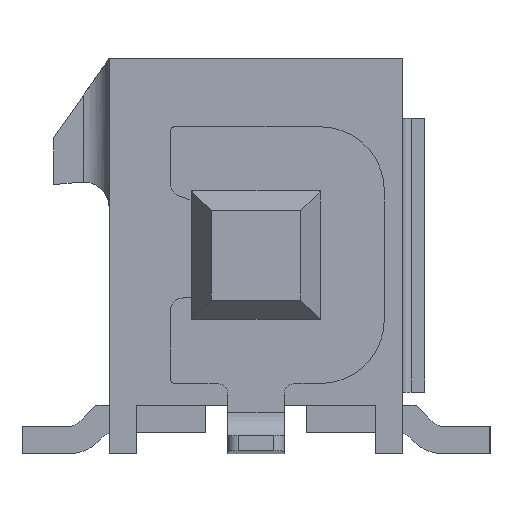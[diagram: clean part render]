
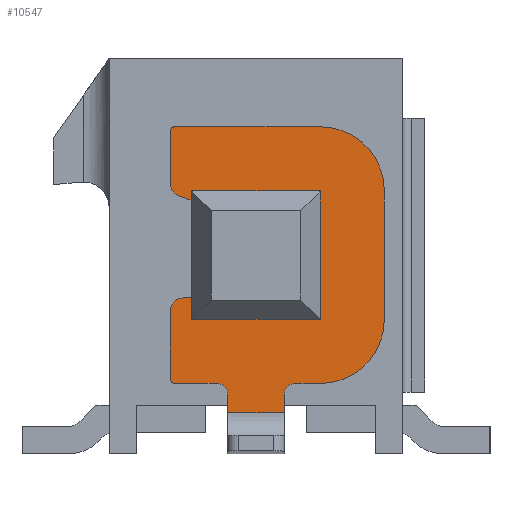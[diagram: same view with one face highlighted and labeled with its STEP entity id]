
A CAD part, left-side view. The second image highlights one B-rep face of the part: STEP entity #10547.
In plain terms, the highlighted planar face has unit normal (-1, 0, 0).
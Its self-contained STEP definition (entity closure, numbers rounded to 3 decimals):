
#1207=DIRECTION('',(0.,0.,1.));
#1208=VECTOR('',#1207,0.43);
#1209=CARTESIAN_POINT('',(-8.29,0.66,-8.28));
#1210=LINE('',#1209,#1208);
#1339=DIRECTION('',(0.,0.,1.));
#1340=VECTOR('',#1339,0.43);
#1341=CARTESIAN_POINT('',(-8.29,-0.66,-8.28));
#1342=LINE('',#1341,#1340);
#1484=DIRECTION('',(0.,-1.,0.));
#1485=VECTOR('',#1484,0.59);
#1486=CARTESIAN_POINT('',(-8.29,-0.91,-7.6));
#1487=LINE('',#1486,#1485);
#1491=DIRECTION('',(0.,1.,0.));
#1492=VECTOR('',#1491,1.32);
#1493=CARTESIAN_POINT('',(-8.29,-0.66,-8.28));
#1494=LINE('',#1493,#1492);
#1498=DIRECTION('',(0.,-1.,0.));
#1499=VECTOR('',#1498,0.99);
#1500=CARTESIAN_POINT('',(-8.29,1.9,-7.6));
#1501=LINE('',#1500,#1499);
#1505=CARTESIAN_POINT('',(-8.29,1.9,-7.5));
#1506=DIRECTION('',(-1.,0.,0.));
#1507=DIRECTION('',(0.,1.,0.));
#1508=AXIS2_PLACEMENT_3D('',#1505,#1506,#1507);
#1513=DIRECTION('',(0.,0.,-1.));
#1514=VECTOR('',#1513,1.6);
#1515=CARTESIAN_POINT('',(-8.29,2.,-5.9));
#1516=LINE('',#1515,#1514);
#1520=CARTESIAN_POINT('',(-8.29,1.7,-5.9));
#1521=DIRECTION('',(-1.,0.,0.));
#1522=DIRECTION('',(0.,0.,1.));
#1523=AXIS2_PLACEMENT_3D('',#1520,#1521,#1522);
#1528=DIRECTION('',(0.,1.,0.));
#1529=VECTOR('',#1528,0.95);
#1530=CARTESIAN_POINT('',(-8.29,0.75,-5.6));
#1531=LINE('',#1530,#1529);
#1535=CARTESIAN_POINT('',(-8.29,-0.7,-3.85));
#1536=DIRECTION('',(1.,0.,0.));
#1537=DIRECTION('',(0.,0.,1.));
#1538=AXIS2_PLACEMENT_3D('',#1535,#1536,#1537);
#1543=DIRECTION('',(0.,-1.,0.));
#1544=VECTOR('',#1543,0.392);
#1545=CARTESIAN_POINT('',(-8.29,-0.308,-3.55));
#1546=LINE('',#1545,#1544);
#1550=CARTESIAN_POINT('',(-8.29,-0.308,-3.68));
#1551=DIRECTION('',(1.,0.,0.));
#1552=DIRECTION('',(0.,0.788,0.615));
#1553=AXIS2_PLACEMENT_3D('',#1550,#1551,#1552);
#1558=DIRECTION('',(0.,-0.85,-0.527));
#1559=VECTOR('',#1558,0.058);
#1560=CARTESIAN_POINT('',(-8.29,0.181,-3.57));
#1561=LINE('',#1560,#1559);
#1565=CARTESIAN_POINT('',(-8.29,0.25,-3.68));
#1566=DIRECTION('',(1.,0.,0.));
#1567=DIRECTION('',(0.,0.,1.));
#1568=AXIS2_PLACEMENT_3D('',#1565,#1566,#1567);
#1573=DIRECTION('',(0.,-1.,0.));
#1574=VECTOR('',#1573,0.55);
#1575=CARTESIAN_POINT('',(-8.29,0.8,-3.55));
#1576=LINE('',#1575,#1574);
#1580=CARTESIAN_POINT('',(-8.29,0.8,-3.05));
#1581=DIRECTION('',(-1.,0.,0.));
#1582=DIRECTION('',(0.,0.347,-0.938));
#1583=AXIS2_PLACEMENT_3D('',#1580,#1581,#1582);
#1588=DIRECTION('',(0.,-0.938,-0.347));
#1589=VECTOR('',#1588,0.886);
#1590=CARTESIAN_POINT('',(-8.29,1.804,-3.211));
#1591=LINE('',#1590,#1589);
#1595=CARTESIAN_POINT('',(-8.29,1.7,-2.93));
#1596=DIRECTION('',(-1.,0.,0.));
#1597=DIRECTION('',(0.,1.,0.));
#1598=AXIS2_PLACEMENT_3D('',#1595,#1596,#1597);
#1603=DIRECTION('',(0.,0.,-1.));
#1604=VECTOR('',#1603,1.23);
#1605=CARTESIAN_POINT('',(-8.29,2.,-1.7));
#1606=LINE('',#1605,#1604);
#1610=CARTESIAN_POINT('',(-8.29,1.9,-1.7));
#1611=DIRECTION('',(-1.,0.,0.));
#1612=DIRECTION('',(0.,0.,1.));
#1613=AXIS2_PLACEMENT_3D('',#1610,#1611,#1612);
#1618=DIRECTION('',(0.,1.,0.));
#1619=VECTOR('',#1618,3.4);
#1620=CARTESIAN_POINT('',(-8.29,-1.5,-1.6));
#1621=LINE('',#1620,#1619);
#1625=CARTESIAN_POINT('',(-8.29,-1.5,-3.1));
#1626=DIRECTION('',(-1.,0.,0.));
#1627=DIRECTION('',(0.,-1.,0.));
#1628=AXIS2_PLACEMENT_3D('',#1625,#1626,#1627);
#1633=DIRECTION('',(0.,0.,1.));
#1634=VECTOR('',#1633,3.);
#1635=CARTESIAN_POINT('',(-8.29,-3.,-6.1));
#1636=LINE('',#1635,#1634);
#1640=CARTESIAN_POINT('',(-8.29,-1.5,-6.1));
#1641=DIRECTION('',(-1.,0.,0.));
#1642=DIRECTION('',(0.,0.,-1.));
#1643=AXIS2_PLACEMENT_3D('',#1640,#1641,#1642);
#1669=CARTESIAN_POINT('',(-8.29,0.91,-7.85));
#1670=DIRECTION('',(1.,0.,0.));
#1671=DIRECTION('',(0.,0.,1.));
#1672=AXIS2_PLACEMENT_3D('',#1669,#1670,#1671);
#1922=DIRECTION('',(0.,0.,-1.));
#1923=VECTOR('',#1922,1.5);
#1924=CARTESIAN_POINT('',(-8.29,-1.,-3.85));
#1925=LINE('',#1924,#1923);
#1950=CARTESIAN_POINT('',(-8.29,-0.75,-5.35));
#1951=DIRECTION('',(1.,0.,0.));
#1952=DIRECTION('',(0.,-1.,0.));
#1953=AXIS2_PLACEMENT_3D('',#1950,#1951,#1952);
#1966=DIRECTION('',(0.,-1.,0.));
#1967=VECTOR('',#1966,1.5);
#1968=CARTESIAN_POINT('',(-8.29,0.75,-5.6));
#1969=LINE('',#1968,#1967);
#2075=DIRECTION('',(0.,1.,0.));
#2076=VECTOR('',#2075,0.338);
#2077=CARTESIAN_POINT('',(-8.29,-0.205,-3.6));
#2078=LINE('',#2077,#2076);
#2355=CARTESIAN_POINT('',(-8.29,-0.91,-7.85));
#2356=DIRECTION('',(1.,0.,0.));
#2357=DIRECTION('',(0.,1.,0.));
#2358=AXIS2_PLACEMENT_3D('',#2355,#2356,#2357);
#8465=CARTESIAN_POINT('',(-8.29,-0.205,-3.6));
#8466=CARTESIAN_POINT('',(-8.29,0.132,-3.6));
#8467=VERTEX_POINT('',#8465);
#8468=VERTEX_POINT('',#8466);
#8469=CARTESIAN_POINT('',(-8.29,0.75,-5.6));
#8470=CARTESIAN_POINT('',(-8.29,-0.75,-5.6));
#8471=VERTEX_POINT('',#8469);
#8472=VERTEX_POINT('',#8470);
#8478=CARTESIAN_POINT('',(-8.29,-0.66,-8.28));
#8480=VERTEX_POINT('',#8478);
#8494=CARTESIAN_POINT('',(-8.29,0.66,-8.28));
#8496=VERTEX_POINT('',#8494);
#8859=CARTESIAN_POINT('',(-8.29,-1.,-3.85));
#8860=CARTESIAN_POINT('',(-8.29,-1.,-5.35));
#8861=VERTEX_POINT('',#8859);
#8862=VERTEX_POINT('',#8860);
#8883=CARTESIAN_POINT('',(-8.29,-0.66,-7.85));
#8884=VERTEX_POINT('',#8883);
#8885=CARTESIAN_POINT('',(-8.29,0.66,-7.85));
#8886=VERTEX_POINT('',#8885);
#9661=CARTESIAN_POINT('',(-8.29,1.9,-1.6));
#9662=CARTESIAN_POINT('',(-8.29,2.,-1.7));
#9663=VERTEX_POINT('',#9661);
#9664=VERTEX_POINT('',#9662);
#9665=CARTESIAN_POINT('',(-8.29,2.,-2.93));
#9666=VERTEX_POINT('',#9665);
#9667=CARTESIAN_POINT('',(-8.29,1.804,-3.211));
#9668=VERTEX_POINT('',#9667);
#9669=CARTESIAN_POINT('',(-8.29,0.974,-3.519));
#9670=VERTEX_POINT('',#9669);
#9671=CARTESIAN_POINT('',(-8.29,0.8,-3.55));
#9672=VERTEX_POINT('',#9671);
#9673=CARTESIAN_POINT('',(-8.29,0.25,-3.55));
#9674=VERTEX_POINT('',#9673);
#9675=CARTESIAN_POINT('',(-8.29,0.181,-3.57));
#9676=VERTEX_POINT('',#9675);
#9677=CARTESIAN_POINT('',(-8.29,-0.308,-3.55));
#9678=CARTESIAN_POINT('',(-8.29,-0.7,-3.55));
#9679=VERTEX_POINT('',#9677);
#9680=VERTEX_POINT('',#9678);
#9681=CARTESIAN_POINT('',(-8.29,1.7,-5.6));
#9682=CARTESIAN_POINT('',(-8.29,2.,-5.9));
#9683=VERTEX_POINT('',#9681);
#9684=VERTEX_POINT('',#9682);
#9685=CARTESIAN_POINT('',(-8.29,2.,-7.5));
#9686=VERTEX_POINT('',#9685);
#9687=CARTESIAN_POINT('',(-8.29,1.9,-7.6));
#9688=VERTEX_POINT('',#9687);
#9689=CARTESIAN_POINT('',(-8.29,-1.5,-7.6));
#9690=CARTESIAN_POINT('',(-8.29,-3.,-6.1));
#9691=VERTEX_POINT('',#9689);
#9692=VERTEX_POINT('',#9690);
#9693=CARTESIAN_POINT('',(-8.29,-3.,-3.1));
#9694=VERTEX_POINT('',#9693);
#9695=CARTESIAN_POINT('',(-8.29,-1.5,-1.6));
#9696=VERTEX_POINT('',#9695);
#9739=CARTESIAN_POINT('',(-8.29,0.91,-7.6));
#9741=VERTEX_POINT('',#9739);
#9744=CARTESIAN_POINT('',(-8.29,-0.91,-7.6));
#9746=VERTEX_POINT('',#9744);
#10483=CARTESIAN_POINT('',(-8.29,0.,0.));
#10484=DIRECTION('',(-1.,0.,0.));
#10485=DIRECTION('',(0.,-1.,0.));
#10486=AXIS2_PLACEMENT_3D('',#10483,#10484,#10485);
#10487=PLANE('',#10486);
#10489=ORIENTED_EDGE('',*,*,#10488,.F.);
#10491=ORIENTED_EDGE('',*,*,#10490,.F.);
#10492=ORIENTED_EDGE('',*,*,#10389,.F.);
#10493=ORIENTED_EDGE('',*,*,#10375,.T.);
#10494=ORIENTED_EDGE('',*,*,#10298,.T.);
#10496=ORIENTED_EDGE('',*,*,#10495,.F.);
#10498=ORIENTED_EDGE('',*,*,#10497,.F.);
#10500=ORIENTED_EDGE('',*,*,#10499,.F.);
#10502=ORIENTED_EDGE('',*,*,#10501,.F.);
#10504=ORIENTED_EDGE('',*,*,#10503,.F.);
#10506=ORIENTED_EDGE('',*,*,#10505,.F.);
#10508=ORIENTED_EDGE('',*,*,#10507,.T.);
#10510=ORIENTED_EDGE('',*,*,#10509,.F.);
#10512=ORIENTED_EDGE('',*,*,#10511,.F.);
#10514=ORIENTED_EDGE('',*,*,#10513,.F.);
#10516=ORIENTED_EDGE('',*,*,#10515,.F.);
#10518=ORIENTED_EDGE('',*,*,#10517,.F.);
#10520=ORIENTED_EDGE('',*,*,#10519,.T.);
#10522=ORIENTED_EDGE('',*,*,#10521,.F.);
#10524=ORIENTED_EDGE('',*,*,#10523,.F.);
#10526=ORIENTED_EDGE('',*,*,#10525,.F.);
#10528=ORIENTED_EDGE('',*,*,#10527,.F.);
#10530=ORIENTED_EDGE('',*,*,#10529,.F.);
#10532=ORIENTED_EDGE('',*,*,#10531,.F.);
#10534=ORIENTED_EDGE('',*,*,#10533,.F.);
#10536=ORIENTED_EDGE('',*,*,#10535,.F.);
#10538=ORIENTED_EDGE('',*,*,#10537,.F.);
#10540=ORIENTED_EDGE('',*,*,#10539,.F.);
#10542=ORIENTED_EDGE('',*,*,#10541,.F.);
#10544=ORIENTED_EDGE('',*,*,#10543,.F.);
#10545=EDGE_LOOP('',(#10489,#10491,#10492,#10493,#10494,#10496,#10498,#10500,
#10502,#10504,#10506,#10508,#10510,#10512,#10514,#10516,#10518,#10520,#10522,
#10524,#10526,#10528,#10530,#10532,#10534,#10536,#10538,#10540,#10542,#10544));
#10546=FACE_OUTER_BOUND('',#10545,.F.);
#1509=CIRCLE('',#1508,0.1);
#1524=CIRCLE('',#1523,0.3);
#1539=CIRCLE('',#1538,0.3);
#1554=CIRCLE('',#1553,0.13);
#1569=CIRCLE('',#1568,0.13);
#1584=CIRCLE('',#1583,0.5);
#1599=CIRCLE('',#1598,0.3);
#1614=CIRCLE('',#1613,0.1);
#1629=CIRCLE('',#1628,1.5);
#1644=CIRCLE('',#1643,1.5);
#1673=CIRCLE('',#1672,0.25);
#1954=CIRCLE('',#1953,0.25);
#2359=CIRCLE('',#2358,0.25);
#10298=EDGE_CURVE('',#8496,#8886,#1210,.T.);
#10375=EDGE_CURVE('',#8480,#8496,#1494,.T.);
#10389=EDGE_CURVE('',#8480,#8884,#1342,.T.);
#10488=EDGE_CURVE('',#9746,#9691,#1487,.T.);
#10490=EDGE_CURVE('',#8884,#9746,#2359,.T.);
#10495=EDGE_CURVE('',#9741,#8886,#1673,.T.);
#10497=EDGE_CURVE('',#9688,#9741,#1501,.T.);
#10499=EDGE_CURVE('',#9686,#9688,#1509,.T.);
#10501=EDGE_CURVE('',#9684,#9686,#1516,.T.);
#10503=EDGE_CURVE('',#9683,#9684,#1524,.T.);
#10505=EDGE_CURVE('',#8471,#9683,#1531,.T.);
#10507=EDGE_CURVE('',#8471,#8472,#1969,.T.);
#10509=EDGE_CURVE('',#8862,#8472,#1954,.T.);
#10511=EDGE_CURVE('',#8861,#8862,#1925,.T.);
#10513=EDGE_CURVE('',#9680,#8861,#1539,.T.);
#10515=EDGE_CURVE('',#9679,#9680,#1546,.T.);
#10517=EDGE_CURVE('',#8467,#9679,#1554,.T.);
#10519=EDGE_CURVE('',#8467,#8468,#2078,.T.);
#10521=EDGE_CURVE('',#9676,#8468,#1561,.T.);
#10523=EDGE_CURVE('',#9674,#9676,#1569,.T.);
#10525=EDGE_CURVE('',#9672,#9674,#1576,.T.);
#10527=EDGE_CURVE('',#9670,#9672,#1584,.T.);
#10529=EDGE_CURVE('',#9668,#9670,#1591,.T.);
#10531=EDGE_CURVE('',#9666,#9668,#1599,.T.);
#10533=EDGE_CURVE('',#9664,#9666,#1606,.T.);
#10535=EDGE_CURVE('',#9663,#9664,#1614,.T.);
#10537=EDGE_CURVE('',#9696,#9663,#1621,.T.);
#10539=EDGE_CURVE('',#9694,#9696,#1629,.T.);
#10541=EDGE_CURVE('',#9692,#9694,#1636,.T.);
#10543=EDGE_CURVE('',#9691,#9692,#1644,.T.);
#10547=ADVANCED_FACE('',(#10546),#10487,.T.);
